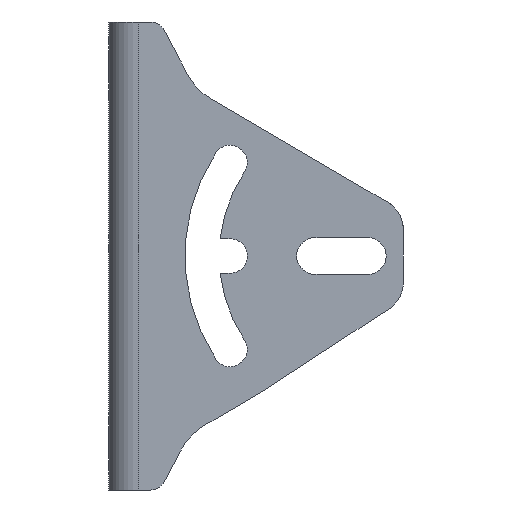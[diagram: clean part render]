
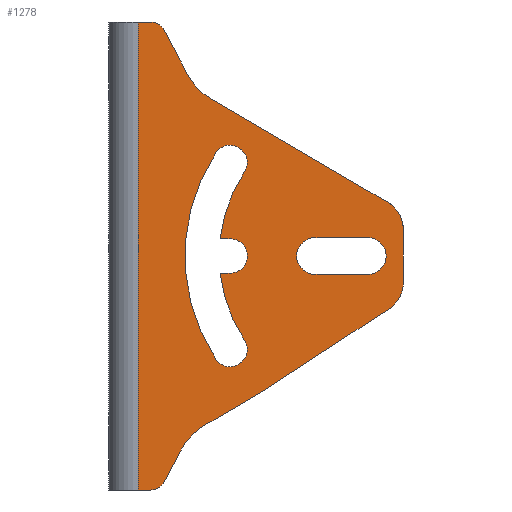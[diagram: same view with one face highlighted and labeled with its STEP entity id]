
A CAD part, left-side view. The second image highlights one B-rep face of the part: STEP entity #1278.
In plain terms, the highlighted planar face has unit normal (-1, 0, 0).
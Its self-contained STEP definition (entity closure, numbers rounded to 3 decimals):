
#53=DIRECTION('',(0.,0.,-1.));
#54=VECTOR('',#53,150.);
#55=CARTESIAN_POINT('',(-26.,-9.5,75.));
#56=LINE('',#55,#54);
#67=DIRECTION('',(0.,1.,0.));
#68=VECTOR('',#67,3.931);
#69=CARTESIAN_POINT('',(-26.,-13.431,75.));
#70=LINE('',#69,#68);
#71=CARTESIAN_POINT('',(-26.,-13.431,70.));
#72=DIRECTION('',(-1.,0.,0.));
#73=DIRECTION('',(0.,-0.885,0.466));
#74=AXIS2_PLACEMENT_3D('',#71,#72,#73);
#76=DIRECTION('',(0.,0.466,0.885));
#77=VECTOR('',#76,15.907);
#78=CARTESIAN_POINT('',(-26.,-25.264,58.253));
#79=LINE('',#78,#77);
#80=CARTESIAN_POINT('',(-26.,-42.963,67.568));
#81=DIRECTION('',(1.,0.,0.));
#82=DIRECTION('',(0.,0.505,-0.863));
#83=AXIS2_PLACEMENT_3D('',#80,#81,#82);
#85=DIRECTION('',(0.,0.863,0.505));
#86=VECTOR('',#85,65.303);
#87=CARTESIAN_POINT('',(-26.,-89.223,17.324));
#88=LINE('',#87,#86);
#89=DIRECTION('',(0.,0.852,0.524));
#90=VECTOR('',#89,0.915);
#91=CARTESIAN_POINT('',(-26.,-90.003,16.844));
#92=LINE('',#91,#90);
#93=CARTESIAN_POINT('',(-26.,-84.315,8.478));
#94=DIRECTION('',(-1.,0.,0.));
#95=DIRECTION('',(0.,-1.,0.));
#96=AXIS2_PLACEMENT_3D('',#93,#94,#95);
#98=DIRECTION('',(0.,0.,1.));
#99=VECTOR('',#98,16.956);
#100=CARTESIAN_POINT('',(-26.,-94.431,-8.478));
#101=LINE('',#100,#99);
#102=CARTESIAN_POINT('',(-26.,-84.315,-8.478));
#103=DIRECTION('',(-1.,0.,0.));
#104=DIRECTION('',(0.,-0.485,-0.874));
#105=AXIS2_PLACEMENT_3D('',#102,#103,#104);
#107=DIRECTION('',(0.,-0.837,0.547));
#108=VECTOR('',#107,48.358);
#109=CARTESIAN_POINT('',(-26.,-48.751,-43.792));
#110=LINE('',#109,#108);
#111=DIRECTION('',(0.,-0.864,0.503));
#112=VECTOR('',#111,20.733);
#113=CARTESIAN_POINT('',(-26.,-30.831,-54.219));
#114=LINE('',#113,#112);
#115=CARTESIAN_POINT('',(-26.,-40.89,-71.506));
#116=DIRECTION('',(1.,0.,0.));
#117=DIRECTION('',(0.,0.885,0.466));
#118=AXIS2_PLACEMENT_3D('',#115,#116,#117);
#120=DIRECTION('',(0.,-0.466,0.885));
#121=VECTOR('',#120,11.457);
#122=CARTESIAN_POINT('',(-26.,-17.856,-72.329));
#123=LINE('',#122,#121);
#124=CARTESIAN_POINT('',(-26.,-13.431,-70.));
#125=DIRECTION('',(-1.,0.,0.));
#126=DIRECTION('',(0.,0.,-1.));
#127=AXIS2_PLACEMENT_3D('',#124,#125,#126);
#129=DIRECTION('',(0.,-1.,0.));
#130=VECTOR('',#129,3.931);
#131=CARTESIAN_POINT('',(-26.,-9.5,-75.));
#132=LINE('',#131,#130);
#133=DIRECTION('',(0.,-1.,0.));
#134=VECTOR('',#133,16.956);
#135=CARTESIAN_POINT('',(-26.,-66.116,5.863));
#136=LINE('',#135,#134);
#137=CARTESIAN_POINT('',(-26.,-66.116,0.));
#138=DIRECTION('',(1.,0.,0.));
#139=DIRECTION('',(0.,0.,-1.));
#140=AXIS2_PLACEMENT_3D('',#137,#138,#139);
#142=DIRECTION('',(0.,1.,0.));
#143=VECTOR('',#142,16.956);
#144=CARTESIAN_POINT('',(-26.,-83.072,-5.863));
#145=LINE('',#144,#143);
#146=CARTESIAN_POINT('',(-26.,-83.072,0.));
#147=DIRECTION('',(1.,0.,0.));
#148=DIRECTION('',(0.,0.,1.));
#149=AXIS2_PLACEMENT_3D('',#146,#147,#148);
#151=CARTESIAN_POINT('',(-26.,-38.931,30.));
#152=DIRECTION('',(-1.,0.,0.));
#153=DIRECTION('',(0.,-0.835,-0.55));
#154=AXIS2_PLACEMENT_3D('',#151,#152,#153);
#156=CARTESIAN_POINT('',(-26.,-84.431,0.));
#157=DIRECTION('',(-1.,0.,0.));
#158=DIRECTION('',(0.,0.835,0.55));
#159=AXIS2_PLACEMENT_3D('',#156,#157,#158);
#161=CARTESIAN_POINT('',(-26.,-38.931,-30.));
#162=DIRECTION('',(-1.,0.,0.));
#163=DIRECTION('',(0.,0.835,-0.55));
#164=AXIS2_PLACEMENT_3D('',#161,#162,#163);
#166=CARTESIAN_POINT('',(-26.,-84.431,0.));
#167=DIRECTION('',(-1.,0.,0.));
#168=DIRECTION('',(0.,0.994,-0.112));
#169=AXIS2_PLACEMENT_3D('',#166,#167,#168);
#171=DIRECTION('',(0.,1.,0.));
#172=VECTOR('',#171,3.19);
#173=CARTESIAN_POINT('',(-26.,-38.931,-5.5));
#174=LINE('',#173,#172);
#175=CARTESIAN_POINT('',(-26.,-38.931,0.));
#176=DIRECTION('',(-1.,0.,0.));
#177=DIRECTION('',(0.,0.,-1.));
#178=AXIS2_PLACEMENT_3D('',#175,#176,#177);
#180=DIRECTION('',(0.,-1.,0.));
#181=VECTOR('',#180,3.19);
#182=CARTESIAN_POINT('',(-26.,-35.741,5.5));
#183=LINE('',#182,#181);
#184=CARTESIAN_POINT('',(-26.,-84.431,0.));
#185=DIRECTION('',(-1.,0.,0.));
#186=DIRECTION('',(0.,0.835,0.55));
#187=AXIS2_PLACEMENT_3D('',#184,#185,#186);
#913=CARTESIAN_POINT('',(-26.,-13.431,-75.));
#914=CARTESIAN_POINT('',(-26.,-17.856,-72.329));
#915=VERTEX_POINT('',#913);
#916=VERTEX_POINT('',#914);
#917=CARTESIAN_POINT('',(-26.,-23.192,-62.191));
#918=VERTEX_POINT('',#917);
#919=CARTESIAN_POINT('',(-26.,-30.831,-54.219));
#920=CARTESIAN_POINT('',(-26.,-48.751,-43.792));
#921=VERTEX_POINT('',#919);
#922=VERTEX_POINT('',#920);
#923=CARTESIAN_POINT('',(-26.,-89.223,-17.324));
#924=VERTEX_POINT('',#923);
#925=CARTESIAN_POINT('',(-26.,-94.431,-8.478));
#926=VERTEX_POINT('',#925);
#927=CARTESIAN_POINT('',(-26.,-94.431,8.478));
#928=VERTEX_POINT('',#927);
#929=CARTESIAN_POINT('',(-26.,-90.003,16.844));
#930=VERTEX_POINT('',#929);
#931=CARTESIAN_POINT('',(-26.,-89.223,17.324));
#932=VERTEX_POINT('',#931);
#933=CARTESIAN_POINT('',(-26.,-32.861,50.306));
#934=VERTEX_POINT('',#933);
#935=CARTESIAN_POINT('',(-26.,-25.264,58.253));
#936=CARTESIAN_POINT('',(-26.,-17.856,72.329));
#937=VERTEX_POINT('',#935);
#938=VERTEX_POINT('',#936);
#939=CARTESIAN_POINT('',(-26.,-13.431,75.));
#940=VERTEX_POINT('',#939);
#949=CARTESIAN_POINT('',(-26.,-66.116,5.863));
#950=CARTESIAN_POINT('',(-26.,-83.072,5.863));
#951=VERTEX_POINT('',#949);
#952=VERTEX_POINT('',#950);
#953=CARTESIAN_POINT('',(-26.,-83.072,-5.863));
#954=VERTEX_POINT('',#953);
#955=CARTESIAN_POINT('',(-26.,-66.116,-5.863));
#956=VERTEX_POINT('',#955);
#1073=CARTESIAN_POINT('',(-26.,-43.523,26.972));
#1074=CARTESIAN_POINT('',(-26.,-34.34,33.028));
#1075=VERTEX_POINT('',#1073);
#1076=VERTEX_POINT('',#1074);
#1077=CARTESIAN_POINT('',(-26.,-35.741,5.5));
#1078=VERTEX_POINT('',#1077);
#1079=CARTESIAN_POINT('',(-26.,-38.931,5.5));
#1080=VERTEX_POINT('',#1079);
#1081=CARTESIAN_POINT('',(-26.,-38.931,-5.5));
#1082=VERTEX_POINT('',#1081);
#1083=CARTESIAN_POINT('',(-26.,-35.741,-5.5));
#1084=VERTEX_POINT('',#1083);
#1085=CARTESIAN_POINT('',(-26.,-43.523,-26.972));
#1086=VERTEX_POINT('',#1085);
#1087=CARTESIAN_POINT('',(-26.,-34.34,-33.028));
#1088=VERTEX_POINT('',#1087);
#1145=CARTESIAN_POINT('',(-26.,-9.5,-75.));
#1146=VERTEX_POINT('',#1145);
#1147=CARTESIAN_POINT('',(-26.,-9.5,75.));
#1148=VERTEX_POINT('',#1147);
#1212=CARTESIAN_POINT('',(-26.,16.569,0.));
#1213=DIRECTION('',(-1.,0.,0.));
#1214=DIRECTION('',(0.,1.,0.));
#1215=AXIS2_PLACEMENT_3D('',#1212,#1213,#1214);
#1216=PLANE('',#1215);
#1217=ORIENTED_EDGE('',*,*,#1202,.F.);
#1219=ORIENTED_EDGE('',*,*,#1218,.F.);
#1221=ORIENTED_EDGE('',*,*,#1220,.F.);
#1223=ORIENTED_EDGE('',*,*,#1222,.F.);
#1225=ORIENTED_EDGE('',*,*,#1224,.F.);
#1227=ORIENTED_EDGE('',*,*,#1226,.F.);
#1229=ORIENTED_EDGE('',*,*,#1228,.F.);
#1231=ORIENTED_EDGE('',*,*,#1230,.F.);
#1233=ORIENTED_EDGE('',*,*,#1232,.F.);
#1235=ORIENTED_EDGE('',*,*,#1234,.F.);
#1237=ORIENTED_EDGE('',*,*,#1236,.F.);
#1239=ORIENTED_EDGE('',*,*,#1238,.F.);
#1241=ORIENTED_EDGE('',*,*,#1240,.F.);
#1243=ORIENTED_EDGE('',*,*,#1242,.F.);
#1245=ORIENTED_EDGE('',*,*,#1244,.F.);
#1247=ORIENTED_EDGE('',*,*,#1246,.F.);
#1248=EDGE_LOOP('',(#1217,#1219,#1221,#1223,#1225,#1227,#1229,#1231,#1233,#1235,
#1237,#1239,#1241,#1243,#1245,#1247));
#1249=FACE_OUTER_BOUND('',#1248,.F.);
#1251=ORIENTED_EDGE('',*,*,#1250,.F.);
#1253=ORIENTED_EDGE('',*,*,#1252,.F.);
#1255=ORIENTED_EDGE('',*,*,#1254,.F.);
#1257=ORIENTED_EDGE('',*,*,#1256,.F.);
#1258=EDGE_LOOP('',(#1251,#1253,#1255,#1257));
#1259=FACE_BOUND('',#1258,.F.);
#1261=ORIENTED_EDGE('',*,*,#1260,.T.);
#1263=ORIENTED_EDGE('',*,*,#1262,.T.);
#1265=ORIENTED_EDGE('',*,*,#1264,.T.);
#1267=ORIENTED_EDGE('',*,*,#1266,.F.);
#1269=ORIENTED_EDGE('',*,*,#1268,.F.);
#1271=ORIENTED_EDGE('',*,*,#1270,.T.);
#1273=ORIENTED_EDGE('',*,*,#1272,.F.);
#1275=ORIENTED_EDGE('',*,*,#1274,.F.);
#1276=EDGE_LOOP('',(#1261,#1263,#1265,#1267,#1269,#1271,#1273,#1275));
#1277=FACE_BOUND('',#1276,.F.);
#1278=ADVANCED_FACE('',(#1249,#1259,#1277),#1216,.T.);
#75=CIRCLE('',#74,5.);
#84=CIRCLE('',#83,20.);
#97=CIRCLE('',#96,10.116);
#106=CIRCLE('',#105,10.116);
#119=CIRCLE('',#118,20.);
#128=CIRCLE('',#127,5.);
#141=CIRCLE('',#140,5.863);
#150=CIRCLE('',#149,5.863);
#155=CIRCLE('',#154,5.5);
#160=CIRCLE('',#159,60.);
#165=CIRCLE('',#164,5.5);
#170=CIRCLE('',#169,49.);
#179=CIRCLE('',#178,5.5);
#188=CIRCLE('',#187,49.);
#1202=EDGE_CURVE('',#1148,#1146,#56,.T.);
#1218=EDGE_CURVE('',#940,#1148,#70,.T.);
#1220=EDGE_CURVE('',#938,#940,#75,.T.);
#1222=EDGE_CURVE('',#937,#938,#79,.T.);
#1224=EDGE_CURVE('',#934,#937,#84,.T.);
#1226=EDGE_CURVE('',#932,#934,#88,.T.);
#1228=EDGE_CURVE('',#930,#932,#92,.T.);
#1230=EDGE_CURVE('',#928,#930,#97,.T.);
#1232=EDGE_CURVE('',#926,#928,#101,.T.);
#1234=EDGE_CURVE('',#924,#926,#106,.T.);
#1236=EDGE_CURVE('',#922,#924,#110,.T.);
#1238=EDGE_CURVE('',#921,#922,#114,.T.);
#1240=EDGE_CURVE('',#918,#921,#119,.T.);
#1242=EDGE_CURVE('',#916,#918,#123,.T.);
#1244=EDGE_CURVE('',#915,#916,#128,.T.);
#1246=EDGE_CURVE('',#1146,#915,#132,.T.);
#1250=EDGE_CURVE('',#951,#952,#136,.T.);
#1252=EDGE_CURVE('',#956,#951,#141,.T.);
#1254=EDGE_CURVE('',#954,#956,#145,.T.);
#1256=EDGE_CURVE('',#952,#954,#150,.T.);
#1260=EDGE_CURVE('',#1075,#1076,#155,.T.);
#1262=EDGE_CURVE('',#1076,#1088,#160,.T.);
#1264=EDGE_CURVE('',#1088,#1086,#165,.T.);
#1266=EDGE_CURVE('',#1084,#1086,#170,.T.);
#1268=EDGE_CURVE('',#1082,#1084,#174,.T.);
#1270=EDGE_CURVE('',#1082,#1080,#179,.T.);
#1272=EDGE_CURVE('',#1078,#1080,#183,.T.);
#1274=EDGE_CURVE('',#1075,#1078,#188,.T.);
